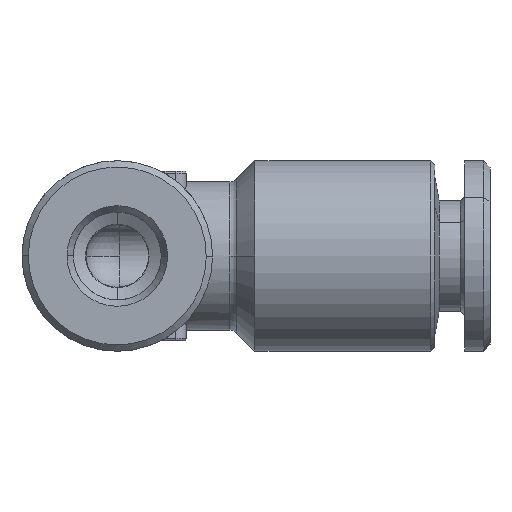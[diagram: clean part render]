
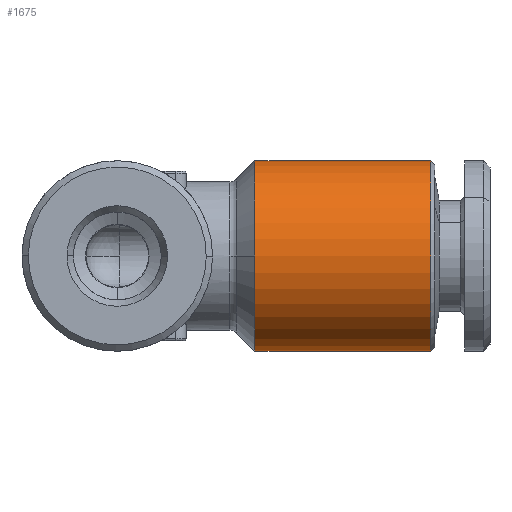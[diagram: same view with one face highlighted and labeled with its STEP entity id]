
A CAD part, front view. The second image highlights one B-rep face of the part: STEP entity #1675.
In plain terms, the highlighted cylindrical face has radius 4.5 mm (diameter 9 mm), a partial arc.
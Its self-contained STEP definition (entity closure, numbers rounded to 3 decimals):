
#143 = CARTESIAN_POINT ( 'NONE',  ( 6.5, 0., 4.5 ) ) ;
#573 = CIRCLE ( 'NONE', #599, 4.5 ) ;
#596 = DIRECTION ( 'NONE',  ( 0., 1., 0. ) ) ;
#597 = DIRECTION ( 'NONE',  ( 1., 0., 0. ) ) ;
#598 = CARTESIAN_POINT ( 'NONE',  ( 6.5, 0., 0. ) ) ;
#599 = AXIS2_PLACEMENT_3D ( 'NONE', #598, #597, #596 ) ;
#642 = CARTESIAN_POINT ( 'NONE',  ( 6.5, -4.5, 0. ) ) ;
#760 = DIRECTION ( 'NONE',  ( 0., 1., 0. ) ) ;
#761 = DIRECTION ( 'NONE',  ( 1., 0., 0. ) ) ;
#762 = CARTESIAN_POINT ( 'NONE',  ( 6.5, 0., 0. ) ) ;
#763 = AXIS2_PLACEMENT_3D ( 'NONE', #762, #761, #760 ) ;
#764 = CIRCLE ( 'NONE', #763, 4.5 ) ;
#1675 = ADVANCED_FACE ( 'NONE', ( #3032 ), #3029, .T. ) ;
#1676 = ORIENTED_EDGE ( 'NONE', *, *, #1983, .F. ) ;
#1727 = EDGE_LOOP ( 'NONE', ( #1676, #1858, #1870, #1871, #1872 ) ) ;
#1858 = ORIENTED_EDGE ( 'NONE', *, *, #1859, .T. ) ;
#1859 = EDGE_CURVE ( 'NONE', #1943, #1964, #3665, .T. ) ;
#1870 = ORIENTED_EDGE ( 'NONE', *, *, #2010, .T. ) ;
#1871 = ORIENTED_EDGE ( 'NONE', *, *, #2342, .T. ) ;
#1872 = ORIENTED_EDGE ( 'NONE', *, *, #2493, .T. ) ;
#1943 = VERTEX_POINT ( 'NONE', #3620 ) ;
#1964 = VERTEX_POINT ( 'NONE', #3614 ) ;
#1983 = EDGE_CURVE ( 'NONE', #1943, #2018, #3713, .T. ) ;
#2010 = EDGE_CURVE ( 'NONE', #1964, #2107, #3772, .T. ) ;
#2018 = VERTEX_POINT ( 'NONE', #3779 ) ;
#2107 = VERTEX_POINT ( 'NONE', #143 ) ;
#2342 = EDGE_CURVE ( 'NONE', #2107, #2348, #573, .T. ) ;
#2348 = VERTEX_POINT ( 'NONE', #642 ) ;
#2493 = EDGE_CURVE ( 'NONE', #2348, #2018, #764, .T. ) ;
#3024 = DIRECTION ( 'NONE',  ( 0., 0., 1. ) ) ;
#3025 = DIRECTION ( 'NONE',  ( -1., 0., 0. ) ) ;
#3026 = AXIS2_PLACEMENT_3D ( 'NONE', #3028, #3025, #3024 ) ;
#3028 = CARTESIAN_POINT ( 'NONE',  ( 0., 0., 0. ) ) ;
#3029 = CYLINDRICAL_SURFACE ( 'NONE', #3026, 4.5 ) ;
#3032 = FACE_OUTER_BOUND ( 'NONE', #1727, .T. ) ;
#3614 = CARTESIAN_POINT ( 'NONE',  ( 14.8, 0., 4.5 ) ) ;
#3620 = CARTESIAN_POINT ( 'NONE',  ( 14.8, 0., -4.5 ) ) ;
#3661 = DIRECTION ( 'NONE',  ( 0., 0., 1. ) ) ;
#3662 = DIRECTION ( 'NONE',  ( -1., 0., 0. ) ) ;
#3663 = CARTESIAN_POINT ( 'NONE',  ( 14.8, 0., 0. ) ) ;
#3664 = AXIS2_PLACEMENT_3D ( 'NONE', #3663, #3662, #3661 ) ;
#3665 = CIRCLE ( 'NONE', #3664, 4.5 ) ;
#3710 = DIRECTION ( 'NONE',  ( -1., 0., 0. ) ) ;
#3711 = VECTOR ( 'NONE', #3710, 1000. ) ;
#3712 = CARTESIAN_POINT ( 'NONE',  ( 0., 0., -4.5 ) ) ;
#3713 = LINE ( 'NONE', #3712, #3711 ) ;
#3767 = DIRECTION ( 'NONE',  ( -1., 0., 0. ) ) ;
#3768 = VECTOR ( 'NONE', #3767, 1000. ) ;
#3769 = CARTESIAN_POINT ( 'NONE',  ( 0., 0., 4.5 ) ) ;
#3772 = LINE ( 'NONE', #3769, #3768 ) ;
#3779 = CARTESIAN_POINT ( 'NONE',  ( 6.5, 0., -4.5 ) ) ;
